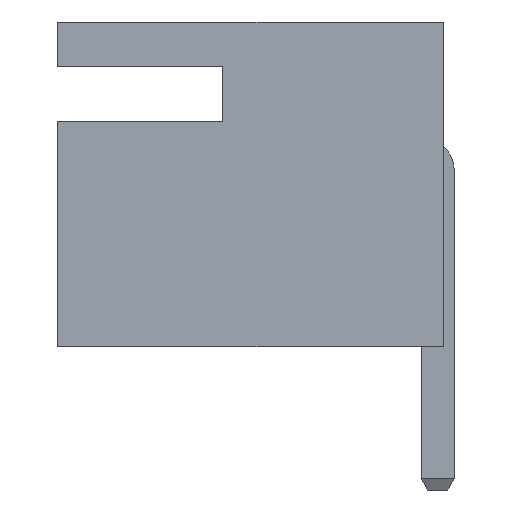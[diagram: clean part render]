
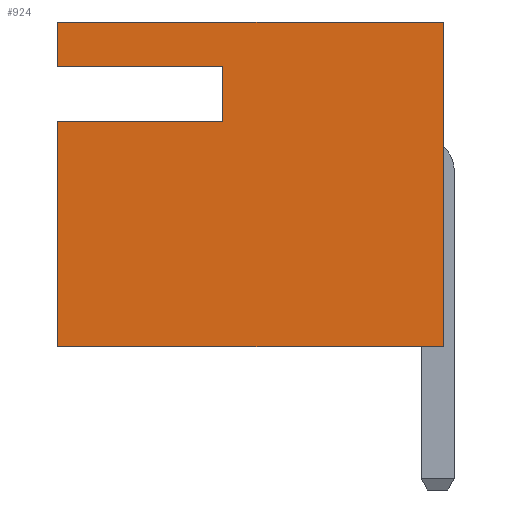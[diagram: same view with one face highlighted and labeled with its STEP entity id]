
A CAD part, left-side view. The second image highlights one B-rep face of the part: STEP entity #924.
In plain terms, the highlighted planar face has unit normal (-1, 0, 0).
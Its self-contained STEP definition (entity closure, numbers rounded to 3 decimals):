
#70 = ORIENTED_EDGE ( 'NONE', *, *, #2425, .T. ) ;
#80 = EDGE_CURVE ( 'NONE', #2527, #2065, #1127, .T. ) ;
#136 = CARTESIAN_POINT ( 'NONE',  ( -5.08, 0., 2.95 ) ) ;
#278 = LINE ( 'NONE', #2557, #1568 ) ;
#427 = ORIENTED_EDGE ( 'NONE', *, *, #664, .T. ) ;
#433 = CARTESIAN_POINT ( 'NONE',  ( -5.08, 1.7, 2.95 ) ) ;
#560 = VERTEX_POINT ( 'NONE', #3131 ) ;
#620 = EDGE_CURVE ( 'NONE', #823, #3164, #2618, .T. ) ;
#635 = ORIENTED_EDGE ( 'NONE', *, *, #2553, .F. ) ;
#655 = VECTOR ( 'NONE', #3170, 1000. ) ;
#664 = EDGE_CURVE ( 'NONE', #560, #2065, #1503, .T. ) ;
#677 = ORIENTED_EDGE ( 'NONE', *, *, #620, .T. ) ;
#734 = PLANE ( 'NONE',  #1814 ) ;
#785 = CARTESIAN_POINT ( 'NONE',  ( -5.08, 7., -2.95 ) ) ;
#823 = VERTEX_POINT ( 'NONE', #1841 ) ;
#842 = VECTOR ( 'NONE', #2265, 1000. ) ;
#859 = CARTESIAN_POINT ( 'NONE',  ( -5.08, 4., 2.95 ) ) ;
#924 = ADVANCED_FACE ( 'NONE', ( #1595 ), #734, .F. ) ;
#936 = VERTEX_POINT ( 'NONE', #3264 ) ;
#1056 = VECTOR ( 'NONE', #1420, 1000. ) ;
#1110 = ORIENTED_EDGE ( 'NONE', *, *, #2789, .F. ) ;
#1127 = LINE ( 'NONE', #433, #1487 ) ;
#1134 = LINE ( 'NONE', #2173, #1056 ) ;
#1185 = DIRECTION ( 'NONE',  ( 0., 0., -1. ) ) ;
#1203 = DIRECTION ( 'NONE',  ( 0., -1., 0. ) ) ;
#1261 = CARTESIAN_POINT ( 'NONE',  ( -5.08, 0., 2.95 ) ) ;
#1262 = VECTOR ( 'NONE', #1472, 1000. ) ;
#1342 = LINE ( 'NONE', #3214, #1262 ) ;
#1420 = DIRECTION ( 'NONE',  ( 0., 1., 0. ) ) ;
#1472 = DIRECTION ( 'NONE',  ( 0., 0., 1. ) ) ;
#1481 = CARTESIAN_POINT ( 'NONE',  ( -5.08, 4., 1.15 ) ) ;
#1487 = VECTOR ( 'NONE', #1203, 1000. ) ;
#1503 = LINE ( 'NONE', #136, #655 ) ;
#1532 = VERTEX_POINT ( 'NONE', #1614 ) ;
#1568 = VECTOR ( 'NONE', #1979, 1000. ) ;
#1592 = EDGE_LOOP ( 'NONE', ( #635, #2976, #677, #70, #1110, #2690, #427, #1637 ) ) ;
#1594 = VECTOR ( 'NONE', #2837, 1000. ) ;
#1595 = FACE_OUTER_BOUND ( 'NONE', #1592, .T. ) ;
#1601 = VERTEX_POINT ( 'NONE', #3024 ) ;
#1614 = CARTESIAN_POINT ( 'NONE',  ( -5.08, 7., 2.15 ) ) ;
#1624 = EDGE_CURVE ( 'NONE', #1532, #823, #278, .T. ) ;
#1637 = ORIENTED_EDGE ( 'NONE', *, *, #80, .F. ) ;
#1658 = DIRECTION ( 'NONE',  ( 1., 0., 0. ) ) ;
#1814 = AXIS2_PLACEMENT_3D ( 'NONE', #2338, #1658, #1185 ) ;
#1841 = CARTESIAN_POINT ( 'NONE',  ( -5.08, 4., 2.15 ) ) ;
#1979 = DIRECTION ( 'NONE',  ( 0., -1., 0. ) ) ;
#2012 = CARTESIAN_POINT ( 'NONE',  ( -5.08, 1.7, -2.95 ) ) ;
#2065 = VERTEX_POINT ( 'NONE', #1261 ) ;
#2173 = CARTESIAN_POINT ( 'NONE',  ( -5.08, 1.7, 1.15 ) ) ;
#2201 = LINE ( 'NONE', #2012, #842 ) ;
#2209 = CARTESIAN_POINT ( 'NONE',  ( -5.08, 7., 2.95 ) ) ;
#2265 = DIRECTION ( 'NONE',  ( 0., -1., 0. ) ) ;
#2338 = CARTESIAN_POINT ( 'NONE',  ( -5.08, 1.7, 2.95 ) ) ;
#2425 = EDGE_CURVE ( 'NONE', #3164, #936, #1134, .T. ) ;
#2527 = VERTEX_POINT ( 'NONE', #2209 ) ;
#2553 = EDGE_CURVE ( 'NONE', #1532, #2527, #1342, .T. ) ;
#2557 = CARTESIAN_POINT ( 'NONE',  ( -5.08, 1.7, 2.15 ) ) ;
#2568 = VECTOR ( 'NONE', #2578, 1000. ) ;
#2578 = DIRECTION ( 'NONE',  ( 0., 0., 1. ) ) ;
#2618 = LINE ( 'NONE', #859, #1594 ) ;
#2644 = EDGE_CURVE ( 'NONE', #1601, #560, #2201, .T. ) ;
#2690 = ORIENTED_EDGE ( 'NONE', *, *, #2644, .T. ) ;
#2789 = EDGE_CURVE ( 'NONE', #1601, #936, #3043, .T. ) ;
#2837 = DIRECTION ( 'NONE',  ( 0., 0., -1. ) ) ;
#2976 = ORIENTED_EDGE ( 'NONE', *, *, #1624, .T. ) ;
#3024 = CARTESIAN_POINT ( 'NONE',  ( -5.08, 7., -2.95 ) ) ;
#3043 = LINE ( 'NONE', #785, #2568 ) ;
#3131 = CARTESIAN_POINT ( 'NONE',  ( -5.08, 0., -2.95 ) ) ;
#3164 = VERTEX_POINT ( 'NONE', #1481 ) ;
#3170 = DIRECTION ( 'NONE',  ( 0., 0., 1. ) ) ;
#3214 = CARTESIAN_POINT ( 'NONE',  ( -5.08, 7., -2.95 ) ) ;
#3264 = CARTESIAN_POINT ( 'NONE',  ( -5.08, 7., 1.15 ) ) ;
